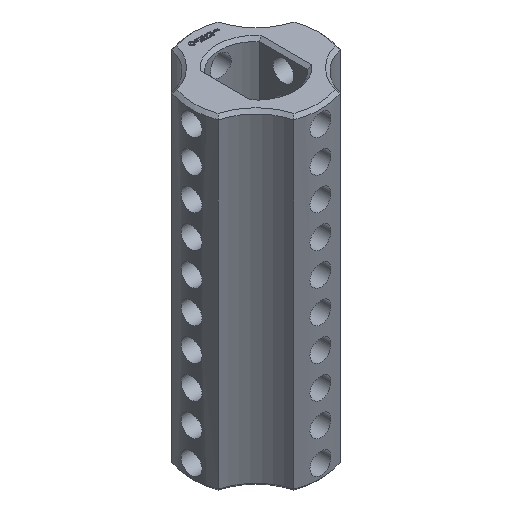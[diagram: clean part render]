
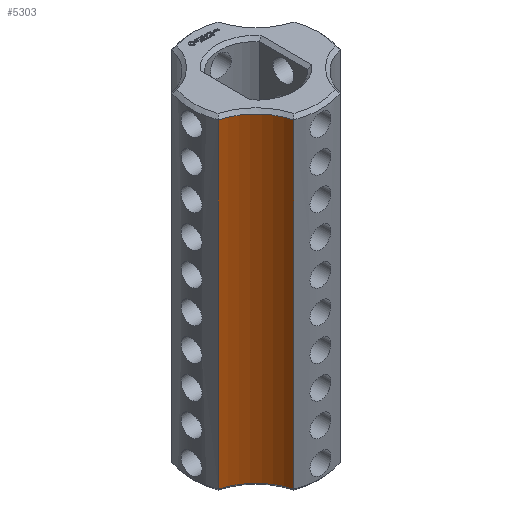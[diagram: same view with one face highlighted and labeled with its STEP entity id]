
A CAD part, isometric view. The second image highlights one B-rep face of the part: STEP entity #5303.
In plain terms, the highlighted cylindrical face has radius 5 mm (diameter 10 mm), a partial arc.
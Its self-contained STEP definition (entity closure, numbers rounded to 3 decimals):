
#1229 = EDGE_CURVE('',#1230,#1232,#1234,.T.);
#1230 = VERTEX_POINT('',#1231);
#1231 = CARTESIAN_POINT('',(-2.225,-5.841,0.3));
#1232 = VERTEX_POINT('',#1233);
#1233 = CARTESIAN_POINT('',(-2.225,-5.841,30.95));
#1234 = LINE('',#1235,#1236);
#1235 = CARTESIAN_POINT('',(-2.225,-5.841,0.));
#1236 = VECTOR('',#1237,1.);
#1237 = DIRECTION('',(0.,0.,1.));
#5303 = ADVANCED_FACE('',(#5304),#5331,.F.);
#5304 = FACE_BOUND('',#5305,.T.);
#5305 = EDGE_LOOP('',(#5306,#5307,#5316,#5324));
#5306 = ORIENTED_EDGE('',*,*,#1229,.T.);
#5307 = ORIENTED_EDGE('',*,*,#5308,.T.);
#5308 = EDGE_CURVE('',#1232,#5309,#5311,.T.);
#5309 = VERTEX_POINT('',#5310);
#5310 = CARTESIAN_POINT('',(-5.841,-2.225,30.95));
#5311 = CIRCLE('',#5312,5.);
#5312 = AXIS2_PLACEMENT_3D('',#5313,#5314,#5315);
#5313 = CARTESIAN_POINT('',(-7.071,-7.071,30.95));
#5314 = DIRECTION('',(0.,-0.,1.));
#5315 = DIRECTION('',(0.969,0.246,0.));
#5316 = ORIENTED_EDGE('',*,*,#5317,.F.);
#5317 = EDGE_CURVE('',#5318,#5309,#5320,.T.);
#5318 = VERTEX_POINT('',#5319);
#5319 = CARTESIAN_POINT('',(-5.841,-2.225,0.3));
#5320 = LINE('',#5321,#5322);
#5321 = CARTESIAN_POINT('',(-5.841,-2.225,0.));
#5322 = VECTOR('',#5323,1.);
#5323 = DIRECTION('',(0.,0.,1.));
#5324 = ORIENTED_EDGE('',*,*,#5325,.F.);
#5325 = EDGE_CURVE('',#1230,#5318,#5326,.T.);
#5326 = CIRCLE('',#5327,5.);
#5327 = AXIS2_PLACEMENT_3D('',#5328,#5329,#5330);
#5328 = CARTESIAN_POINT('',(-7.071,-7.071,0.3));
#5329 = DIRECTION('',(0.,-0.,1.));
#5330 = DIRECTION('',(0.969,0.246,0.));
#5331 = CYLINDRICAL_SURFACE('',#5332,5.);
#5332 = AXIS2_PLACEMENT_3D('',#5333,#5334,#5335);
#5333 = CARTESIAN_POINT('',(-7.071,-7.071,0.));
#5334 = DIRECTION('',(-0.,-0.,-1.));
#5335 = DIRECTION('',(1.,0.,0.));
